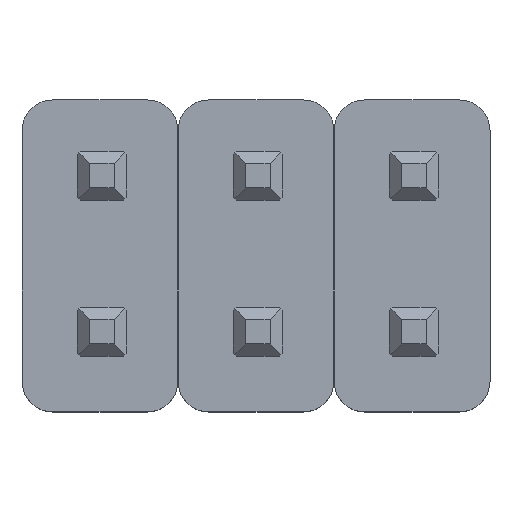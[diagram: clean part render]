
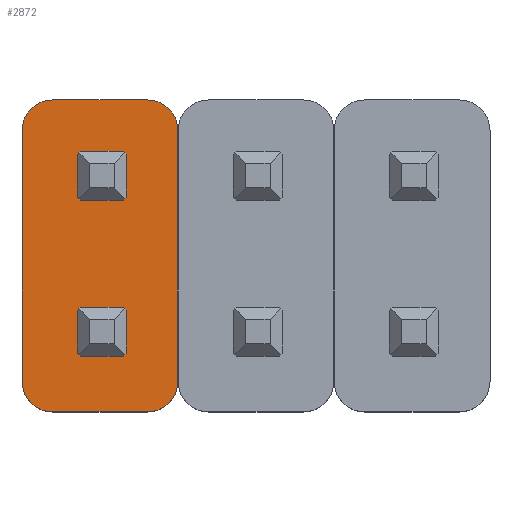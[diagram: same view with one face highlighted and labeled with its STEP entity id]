
A CAD part, top view. The second image highlights one B-rep face of the part: STEP entity #2872.
In plain terms, the highlighted planar face has unit normal (0, 0, 1).
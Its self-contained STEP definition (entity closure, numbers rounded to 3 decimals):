
#36=CIRCLE('',#3056,0.5);
#41=CIRCLE('',#3064,0.5);
#42=CIRCLE('',#3067,0.5);
#43=CIRCLE('',#3070,0.5);
#226=FACE_OUTER_BOUND('',#382,.T.);
#382=EDGE_LOOP('',(#2571,#2572,#2573,#2574,#2575,#2576,#2577,#2578));
#743=LINE('',#4585,#1115);
#749=LINE('',#4605,#1121);
#752=LINE('',#4613,#1124);
#754=LINE('',#4619,#1126);
#1115=VECTOR('',#3764,10.);
#1121=VECTOR('',#3784,10.);
#1124=VECTOR('',#3793,10.);
#1126=VECTOR('',#3801,10.);
#1375=VERTEX_POINT('',#4572);
#1376=VERTEX_POINT('',#4573);
#1380=VERTEX_POINT('',#4583);
#1386=VERTEX_POINT('',#4599);
#1387=VERTEX_POINT('',#4603);
#1388=VERTEX_POINT('',#4607);
#1389=VERTEX_POINT('',#4611);
#1390=VERTEX_POINT('',#4615);
#1763=EDGE_CURVE('',#1375,#1376,#36,.T.);
#1769=EDGE_CURVE('',#1375,#1380,#743,.T.);
#1776=EDGE_CURVE('',#1386,#1380,#41,.T.);
#1779=EDGE_CURVE('',#1386,#1387,#749,.T.);
#1780=EDGE_CURVE('',#1388,#1387,#42,.T.);
#1783=EDGE_CURVE('',#1388,#1389,#752,.T.);
#1784=EDGE_CURVE('',#1390,#1389,#43,.T.);
#1786=EDGE_CURVE('',#1390,#1376,#754,.T.);
#2571=ORIENTED_EDGE('',*,*,#1763,.F.);
#2572=ORIENTED_EDGE('',*,*,#1769,.T.);
#2573=ORIENTED_EDGE('',*,*,#1776,.F.);
#2574=ORIENTED_EDGE('',*,*,#1779,.T.);
#2575=ORIENTED_EDGE('',*,*,#1780,.F.);
#2576=ORIENTED_EDGE('',*,*,#1783,.T.);
#2577=ORIENTED_EDGE('',*,*,#1784,.F.);
#2578=ORIENTED_EDGE('',*,*,#1786,.T.);
#2719=PLANE('',#3072);
#2872=ADVANCED_FACE('',(#226),#2719,.T.);
#3056=AXIS2_PLACEMENT_3D('',#4574,#3754,#3755);
#3064=AXIS2_PLACEMENT_3D('',#4600,#3778,#3779);
#3067=AXIS2_PLACEMENT_3D('',#4608,#3787,#3788);
#3070=AXIS2_PLACEMENT_3D('',#4616,#3796,#3797);
#3072=AXIS2_PLACEMENT_3D('',#4620,#3802,#3803);
#3754=DIRECTION('center_axis',(0.,0.,-1.));
#3755=DIRECTION('ref_axis',(1.,0.,0.));
#3764=DIRECTION('',(-1.,0.,0.));
#3778=DIRECTION('center_axis',(0.,0.,-1.));
#3779=DIRECTION('ref_axis',(0.,1.,0.));
#3784=DIRECTION('',(0.,-1.,0.));
#3787=DIRECTION('center_axis',(0.,0.,-1.));
#3788=DIRECTION('ref_axis',(-1.,0.,0.));
#3793=DIRECTION('',(1.,0.,0.));
#3796=DIRECTION('center_axis',(0.,0.,-1.));
#3797=DIRECTION('ref_axis',(0.,-1.,0.));
#3801=DIRECTION('',(0.,1.,0.));
#3802=DIRECTION('center_axis',(0.,0.,1.));
#3803=DIRECTION('ref_axis',(1.,0.,0.));
#4572=CARTESIAN_POINT('',(-1.77,2.54,1.5));
#4573=CARTESIAN_POINT('',(-1.27,2.04,1.5));
#4574=CARTESIAN_POINT('Origin',(-1.77,2.04,1.5));
#4583=CARTESIAN_POINT('',(-3.31,2.54,1.5));
#4585=CARTESIAN_POINT('',(-1.77,2.54,1.5));
#4599=CARTESIAN_POINT('',(-3.81,2.04,1.5));
#4600=CARTESIAN_POINT('Origin',(-3.31,2.04,1.5));
#4603=CARTESIAN_POINT('',(-3.81,-2.04,1.5));
#4605=CARTESIAN_POINT('',(-3.81,2.04,1.5));
#4607=CARTESIAN_POINT('',(-3.31,-2.54,1.5));
#4608=CARTESIAN_POINT('Origin',(-3.31,-2.04,1.5));
#4611=CARTESIAN_POINT('',(-1.77,-2.54,1.5));
#4613=CARTESIAN_POINT('',(-3.31,-2.54,1.5));
#4615=CARTESIAN_POINT('',(-1.27,-2.04,1.5));
#4616=CARTESIAN_POINT('Origin',(-1.77,-2.04,1.5));
#4619=CARTESIAN_POINT('',(-1.27,-2.04,1.5));
#4620=CARTESIAN_POINT('Origin',(-2.54,-2.55,1.5));
